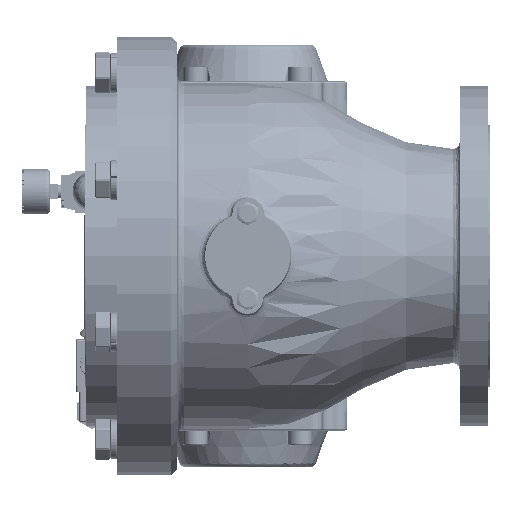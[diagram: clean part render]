
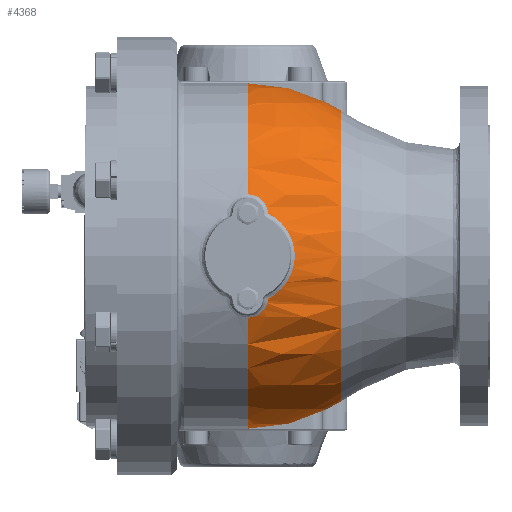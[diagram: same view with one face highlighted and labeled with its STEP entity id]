
A CAD part, front view. The second image highlights one B-rep face of the part: STEP entity #4368.
In plain terms, the highlighted spherical face has radius 142 mm.
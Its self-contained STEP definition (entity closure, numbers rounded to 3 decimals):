
#714=CARTESIAN_POINT('',(16.878,-136.642,-34.758));
#715=VERTEX_POINT('',#714);
#848=CARTESIAN_POINT('',(16.878,-136.642,34.758));
#849=VERTEX_POINT('',#848);
#2158=CARTESIAN_POINT('',(0.,-132.635,-50.714));
#2159=VERTEX_POINT('',#2158);
#2167=CARTESIAN_POINT('',(0.,-132.635,-50.714));
#2168=CARTESIAN_POINT('',(1.23,-132.635,-50.714));
#2169=CARTESIAN_POINT('',(3.094,-132.687,-50.51));
#2170=CARTESIAN_POINT('',(5.48,-132.859,-49.837));
#2171=CARTESIAN_POINT('',(7.184,-133.034,-49.149));
#2172=CARTESIAN_POINT('',(8.814,-133.256,-48.274));
#2173=CARTESIAN_POINT('',(10.845,-133.61,-46.877));
#2174=CARTESIAN_POINT('',(12.38,-133.982,-45.404));
#2175=CARTESIAN_POINT('',(13.897,-134.462,-43.497));
#2176=CARTESIAN_POINT('',(14.874,-134.851,-41.95));
#2177=CARTESIAN_POINT('',(15.748,-135.329,-40.041));
#2178=CARTESIAN_POINT('',(16.517,-135.9,-37.751));
#2179=CARTESIAN_POINT('',(16.811,-136.346,-35.953));
#2180=CARTESIAN_POINT('',(16.878,-136.642,-34.758));
#2181=B_SPLINE_CURVE_WITH_KNOTS('',3,(#2167,#2168,#2169,#2170,#2171,#2172,#2173,#2174,#2175,#2176,#2177,#2178,#2179,#2180),.UNSPECIFIED.,.F.,.U.,(4,1,1,1,1,1,1,1,1,1,1,4),(-11.094,-10.713,-10.522,-10.331,-10.14,-9.949,-9.567,-9.471,-9.185,-8.994,-8.803,-8.421),.UNSPECIFIED.);
#2182=EDGE_CURVE('',#2159,#715,#2181,.T.);
#2550=CARTESIAN_POINT('',(0.0,-136.642,0.0));
#2551=DIRECTION('',(0.0,-1.0,0.0));
#2552=DIRECTION('',(1.0,0.0,0.0));
#2553=AXIS2_PLACEMENT_3D('',#2550,#2551,#2552);
#2554=CIRCLE('',#2553,38.639);
#2555=EDGE_CURVE('',#715,#849,#2554,.T.);
#2690=CARTESIAN_POINT('',(0.,-132.635,50.714));
#2691=VERTEX_POINT('',#2690);
#2692=CARTESIAN_POINT('',(16.878,-136.642,34.758));
#2693=CARTESIAN_POINT('',(16.828,-136.42,35.655));
#2694=CARTESIAN_POINT('',(16.664,-136.123,36.852));
#2695=CARTESIAN_POINT('',(16.229,-135.686,38.61));
#2696=CARTESIAN_POINT('',(15.749,-135.329,40.041));
#2697=CARTESIAN_POINT('',(15.124,-134.988,41.404));
#2698=CARTESIAN_POINT('',(14.385,-134.656,42.725));
#2699=CARTESIAN_POINT('',(13.708,-134.402,43.735));
#2700=CARTESIAN_POINT('',(12.38,-133.982,45.404));
#2701=CARTESIAN_POINT('',(11.065,-133.663,46.667));
#2702=CARTESIAN_POINT('',(9.575,-133.388,47.751));
#2703=CARTESIAN_POINT('',(8.801,-133.261,48.252));
#2704=CARTESIAN_POINT('',(8.,-133.145,48.711));
#2705=CARTESIAN_POINT('',(6.899,-133.004,49.264));
#2706=CARTESIAN_POINT('',(5.48,-132.859,49.837));
#2707=CARTESIAN_POINT('',(3.094,-132.687,50.51));
#2708=CARTESIAN_POINT('',(1.23,-132.635,50.714));
#2709=CARTESIAN_POINT('',(0.,-132.635,50.714));
#2710=B_SPLINE_CURVE_WITH_KNOTS('',3,(#2692,#2693,#2694,#2695,#2696,#2697,#2698,#2699,#2700,#2701,#2702,#2703,#2704,#2705,#2706,#2707,#2708,#2709),.UNSPECIFIED.,.F.,.U.,(4,1,1,1,1,1,1,1,1,1,1,1,1,1,1,4),(-13.768,-13.481,-13.386,-13.195,-13.004,-12.908,-12.718,-12.622,-12.24,-12.145,-12.049,-11.954,-11.858,-11.667,-11.476,-11.094),.UNSPECIFIED.);
#2711=EDGE_CURVE('',#849,#2691,#2710,.T.);
#3104=CARTESIAN_POINT('',(0.,0.,142.));
#3105=VERTEX_POINT('',#3104);
#3106=CARTESIAN_POINT('',(0.,0.,0.0));
#3107=DIRECTION('',(1.0,0.0,0.0));
#3108=DIRECTION('',(0.0,1.0,0.0));
#3109=AXIS2_PLACEMENT_3D('',#3106,#3107,#3108);
#3110=CIRCLE('',#3109,142.);
#3111=EDGE_CURVE('',#3105,#2691,#3110,.T.);
#3113=CARTESIAN_POINT('',(0.,136.642,38.639));
#3114=VERTEX_POINT('',#3113);
#3115=CARTESIAN_POINT('',(0.,0.,0.0));
#3116=DIRECTION('',(1.0,0.0,0.0));
#3117=DIRECTION('',(0.0,1.0,0.0));
#3118=AXIS2_PLACEMENT_3D('',#3115,#3116,#3117);
#3119=CIRCLE('',#3118,142.);
#3120=EDGE_CURVE('',#3114,#3105,#3119,.T.);
#3122=CARTESIAN_POINT('',(0.,136.642,-38.639));
#3123=VERTEX_POINT('',#3122);
#3175=CARTESIAN_POINT('',(0.,0.,-142.));
#3176=VERTEX_POINT('',#3175);
#3177=CARTESIAN_POINT('',(0.,0.,0.0));
#3178=DIRECTION('',(1.0,0.0,0.0));
#3179=DIRECTION('',(0.0,1.0,0.0));
#3180=AXIS2_PLACEMENT_3D('',#3177,#3178,#3179);
#3181=CIRCLE('',#3180,142.);
#3182=EDGE_CURVE('',#3176,#3123,#3181,.T.);
#3184=CARTESIAN_POINT('',(0.,0.,0.0));
#3185=DIRECTION('',(1.0,0.0,0.0));
#3186=DIRECTION('',(0.0,1.0,0.0));
#3187=AXIS2_PLACEMENT_3D('',#3184,#3185,#3186);
#3188=CIRCLE('',#3187,142.);
#3189=EDGE_CURVE('',#2159,#3176,#3188,.T.);
#3759=CARTESIAN_POINT('',(0.0,136.642,0.0));
#3760=DIRECTION('',(0.0,1.0,0.0));
#3761=DIRECTION('',(1.0,0.0,0.0));
#3762=AXIS2_PLACEMENT_3D('',#3759,#3760,#3761);
#3763=CIRCLE('',#3762,38.639);
#3764=EDGE_CURVE('',#3114,#3123,#3763,.T.);
#4342=CARTESIAN_POINT('',(0.0,0.0,0.0));
#4343=DIRECTION('',(0.0,0.0,1.0));
#4344=DIRECTION('',(1.0,0.0,0.0));
#4345=AXIS2_PLACEMENT_3D('',#4342,#4343,#4344);
#4346=SPHERICAL_SURFACE('',#4345,142.0);
#4347=ORIENTED_EDGE('',*,*,#2182,.F.);
#4348=ORIENTED_EDGE('',*,*,#3189,.T.);
#4349=ORIENTED_EDGE('',*,*,#3182,.T.);
#4350=ORIENTED_EDGE('',*,*,#3764,.F.);
#4351=ORIENTED_EDGE('',*,*,#3120,.T.);
#4352=ORIENTED_EDGE('',*,*,#3111,.T.);
#4353=ORIENTED_EDGE('',*,*,#2711,.F.);
#4354=ORIENTED_EDGE('',*,*,#2555,.F.);
#4355=EDGE_LOOP('',(#4347,#4348,#4349,#4350,#4351,#4352,#4353,#4354));
#4356=FACE_OUTER_BOUND('',#4355,.T.);
#4357=CARTESIAN_POINT('',(76.374,119.712,0.0));
#4358=VERTEX_POINT('',#4357);
#4359=CARTESIAN_POINT('',(76.374,0.,0.0));
#4360=DIRECTION('',(1.0,0.0,0.0));
#4361=DIRECTION('',(0.0,1.0,0.0));
#4362=AXIS2_PLACEMENT_3D('',#4359,#4360,#4361);
#4363=CIRCLE('',#4362,119.712);
#4364=EDGE_CURVE('',#4358,#4358,#4363,.T.);
#4365=ORIENTED_EDGE('',*,*,#4364,.F.);
#4366=EDGE_LOOP('',(#4365));
#4367=FACE_BOUND('',#4366,.T.);
#4368=ADVANCED_FACE('',(#4356,#4367),#4346,.T.);
